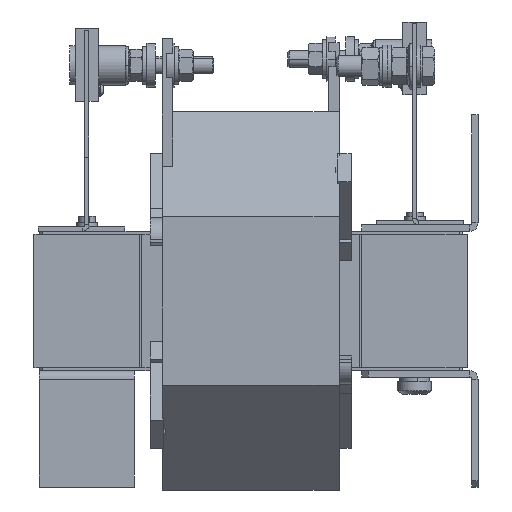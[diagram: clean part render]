
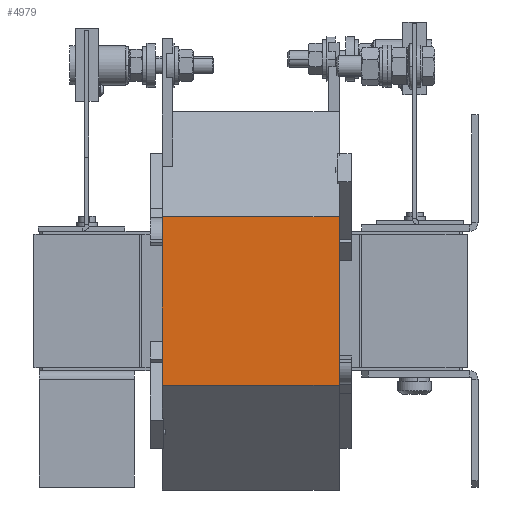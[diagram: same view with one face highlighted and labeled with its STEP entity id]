
A CAD part, left-side view. The second image highlights one B-rep face of the part: STEP entity #4979.
In plain terms, the highlighted planar face has unit normal (-1, 0, 0).
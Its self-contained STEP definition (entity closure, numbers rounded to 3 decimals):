
#147 = LINE ( 'NONE', #38100, #7322 ) ;
#1170 = VECTOR ( 'NONE', #29358, 1000. ) ;
#4979 = ADVANCED_FACE ( 'Defeature ausgef�hrt2_260', ( #15471 ), #28612, .F. ) ;
#7272 = CARTESIAN_POINT ( 'NONE',  ( -238.6, -41.8, -39.9 ) ) ;
#7322 = VECTOR ( 'NONE', #34648, 1000. ) ;
#8635 = DIRECTION ( 'NONE',  ( 0., -1., 0. ) ) ;
#9310 = DIRECTION ( 'NONE',  ( 0., 0., 1. ) ) ;
#10549 = DIRECTION ( 'NONE',  ( 1., 0., 0. ) ) ;
#11190 = CARTESIAN_POINT ( 'NONE',  ( -238.6, 41.8, 39.9 ) ) ;
#11776 = AXIS2_PLACEMENT_3D ( 'NONE', #11190, #10549, #32189 ) ;
#13072 = CARTESIAN_POINT ( 'NONE',  ( -238.6, -41.8, 39.9 ) ) ;
#13997 = EDGE_CURVE ( 'Defeature ausgef�hrt2_252+Defeature ausgef�hrt2_260+Defeature ausgef�hrt2_259+Defeature ausgef�hrt2_261', #37147, #25064, #35150, .T. ) ;
#14870 = CARTESIAN_POINT ( 'NONE',  ( -238.6, 41.8, 39.9 ) ) ;
#15471 = FACE_OUTER_BOUND ( 'NONE', #29089, .T. ) ;
#15935 = CARTESIAN_POINT ( 'NONE',  ( -238.6, 41.8, -39.9 ) ) ;
#18310 = EDGE_CURVE ( 'Defeature ausgef�hrt2_261+Defeature ausgef�hrt2_260+Defeature ausgef�hrt2_252+Defeature ausgef�hrt2_247', #25064, #34569, #147, .T. ) ;
#19443 = CARTESIAN_POINT ( 'NONE',  ( -238.6, 41.8, 39.9 ) ) ;
#22736 = ORIENTED_EDGE ( 'NONE', *, *, #43209, .T. ) ;
#23599 = VERTEX_POINT ( 'NONE', #7272 ) ;
#24591 = ORIENTED_EDGE ( 'NONE', *, *, #13997, .F. ) ;
#25064 = VERTEX_POINT ( 'NONE', #19443 ) ;
#26084 = ORIENTED_EDGE ( 'NONE', *, *, #31836, .T. ) ;
#28612 = PLANE ( 'NONE',  #11776 ) ;
#29089 = EDGE_LOOP ( 'NONE', ( #22736, #29200, #24591, #26084 ) ) ;
#29200 = ORIENTED_EDGE ( 'NONE', *, *, #18310, .F. ) ;
#29358 = DIRECTION ( 'NONE',  ( 0., 0., 1. ) ) ;
#31836 = EDGE_CURVE ( 'Defeature ausgef�hrt2_260+Defeature ausgef�hrt2_259+Defeature ausgef�hrt2_252+Defeature ausgef�hrt2_247', #37147, #23599, #33539, .T. ) ;
#32189 = DIRECTION ( 'NONE',  ( 0., -1., 0. ) ) ;
#33539 = LINE ( 'NONE', #15935, #38017 ) ;
#34569 = VERTEX_POINT ( 'NONE', #39313 ) ;
#34648 = DIRECTION ( 'NONE',  ( 0., -1., 0. ) ) ;
#35150 = LINE ( 'NONE', #14870, #1170 ) ;
#36276 = VECTOR ( 'NONE', #9310, 1000. ) ;
#37147 = VERTEX_POINT ( 'NONE', #41356 ) ;
#38017 = VECTOR ( 'NONE', #8635, 1000. ) ;
#38100 = CARTESIAN_POINT ( 'NONE',  ( -238.6, 41.8, 39.9 ) ) ;
#39313 = CARTESIAN_POINT ( 'NONE',  ( -238.6, -41.8, 39.9 ) ) ;
#41356 = CARTESIAN_POINT ( 'NONE',  ( -238.6, 41.8, -39.9 ) ) ;
#43209 = EDGE_CURVE ( 'Defeature ausgef�hrt2_260+Defeature ausgef�hrt2_247+Defeature ausgef�hrt2_259+Defeature ausgef�hrt2_261', #23599, #34569, #43501, .T. ) ;
#43501 = LINE ( 'NONE', #13072, #36276 ) ;
